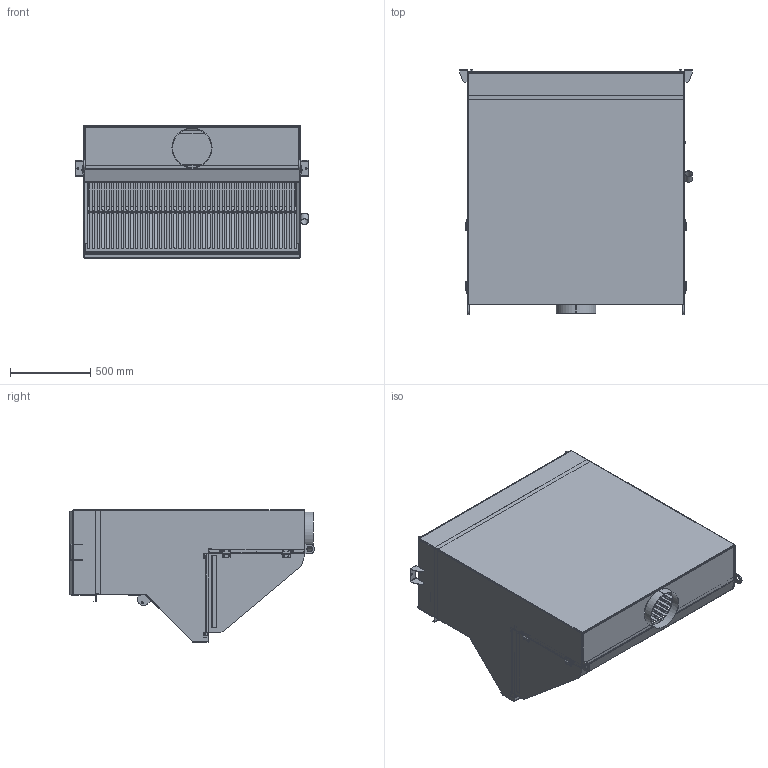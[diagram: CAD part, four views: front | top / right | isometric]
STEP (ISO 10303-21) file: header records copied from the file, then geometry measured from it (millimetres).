
FILE_DESCRIPTION(/* description */ (''),/* implementation_level */ '2;1');
FILE_NAME(/* name */ '10500233_Simplify.stp',/* time_stamp */ '2024-08-29T13:23:15+02:00',/* author */ ('MATLA'),/* organization */ (''),/* preprocessor_version */ 'ST-DEVELOPER v20',/* originating_system */ 'Autodesk Inventor 2024',/* authorisation */ '');
FILE_SCHEMA (('AUTOMOTIVE_DESIGN { 1 0 10303 214 3 1 1 }'));
Products named in the file (1): 10500233_Simplify
Bounding box: 1455 x 1530.83 x 827 mm (x, y, z)
Volume: 24911043.7 mm3; surface area: 18925138.3 mm2
Topology: 45 solids, 45 shells, 2294 faces, 6326 edges, 4132 vertices
Faces by surface type: plane 1778, cylinder 452, cone 40, bspline 16, torus 8
Full cylindrical faces by diameter (mm): 6 x16, 7.323 x4, 8 x4, 9 x8, 9.188 x1, 10 x1, 11 x1, 11.4 x4, 12 x2, 15.4 x1, 35 x2, 47 x1, 50 x1, 250 x1
Entity records: 76371 total; most frequent: CARTESIAN_POINT 14417, ORIENTED_EDGE 12652, DIRECTION 11736, EDGE_CURVE 6326, LINE 5290, VECTOR 5290, VERTEX_POINT 4132, AXIS2_PLACEMENT_3D 3223
